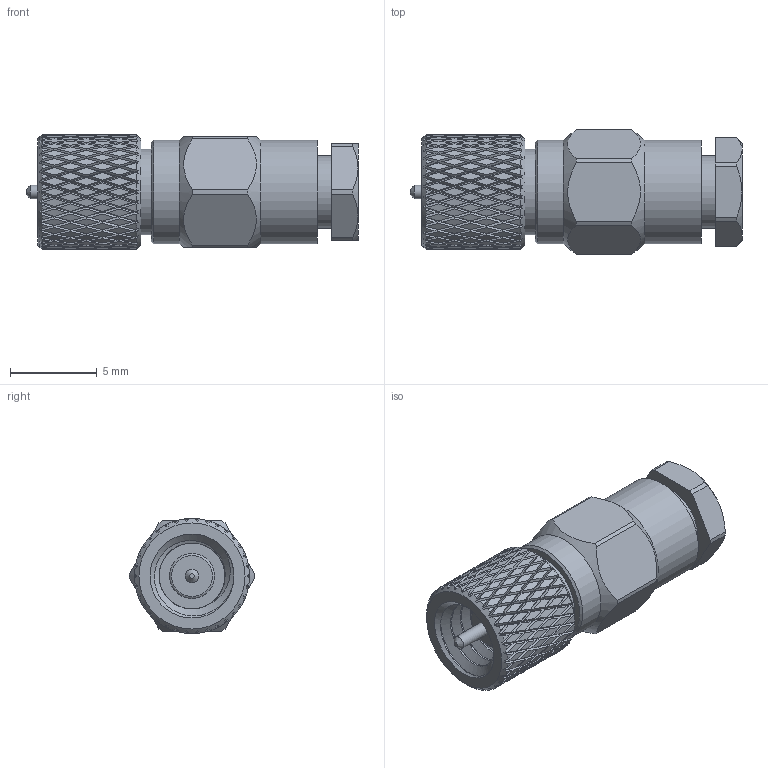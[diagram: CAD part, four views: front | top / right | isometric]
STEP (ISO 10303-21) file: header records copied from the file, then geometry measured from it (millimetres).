
FILE_DESCRIPTION (( 'STEP AP203' ), '1' );
FILE_NAME ('PE44353_3D.step', '2022-04-20T20:58:01', ( '' ), ( '' ), 'SwSTEP 2.0', 'SolidWorks 2021', '' );
FILE_SCHEMA (( 'CONFIG_CONTROL_DESIGN' ));
Length unit declared in the file: inch
Products named in the file (1): PE44353_3D
Bounding box: 19.08 x 7.2 x 6.6 mm (x, y, z)
Volume: 473.7 mm3; surface area: 679.6 mm2
Topology: 1 solids, 1 shells, 1255 faces, 2702 edges, 1457 vertices
Faces by surface type: bspline 955, cylinder 262, plane 23, cone 14, torus 1
Full cylindrical faces by diameter (mm): 0.762 x1, 2.599 x1, 2.997 x1, 4.146 x1, 4.826 x4, 4.912 x1, 5.949 x2
Entity records: 45388 total; most frequent: CARTESIAN_POINT 29041, ORIENTED_EDGE 5336, EDGE_CURVE 2668, VERTEX_POINT 1443, EDGE_LOOP 1275, FACE_OUTER_BOUND 1260, ADVANCED_FACE 1251, B_SPLINE_CURVE_WITH_KNOTS 1119
